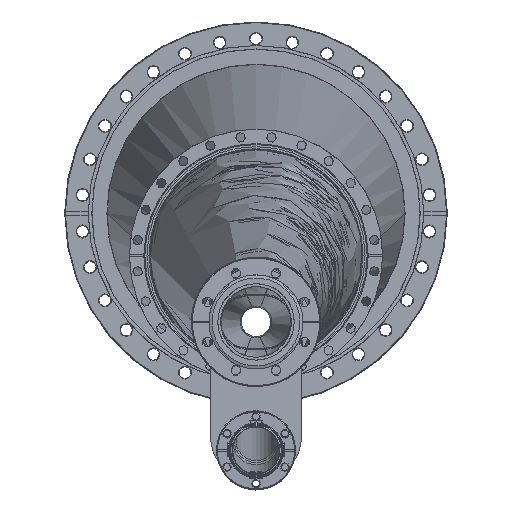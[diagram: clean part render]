
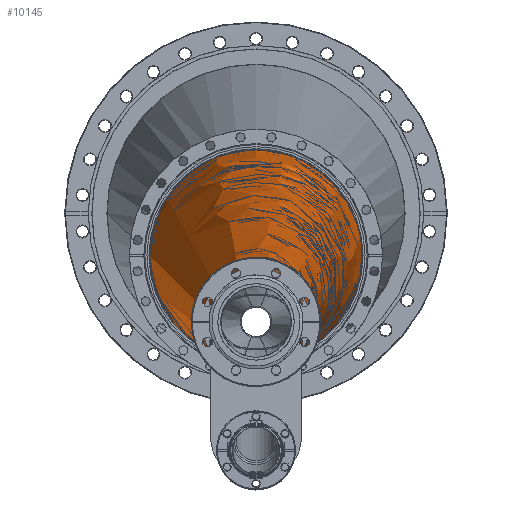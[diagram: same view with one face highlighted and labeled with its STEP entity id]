
A CAD part, left-side view. The second image highlights one B-rep face of the part: STEP entity #10145.
In plain terms, the highlighted free-form (B-spline) face has degree [1, 2] with [2, 9] control points.
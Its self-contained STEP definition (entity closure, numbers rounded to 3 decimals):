
#47=B_SPLINE_CURVE_WITH_KNOTS('',1,(#16208,#16209),.UNSPECIFIED.,.F.,.F.,
(2,2),(-27.631,0.),.UNSPECIFIED.);
#155=(
BOUNDED_SURFACE()
B_SPLINE_SURFACE(1,2,((#16187,#16188,#16189,#16190,#16191,#16192,#16193,
#16194,#16195),(#16196,#16197,#16198,#16199,#16200,#16201,#16202,#16203,
#16204)),.UNSPECIFIED.,.F.,.T.,.F.)
B_SPLINE_SURFACE_WITH_KNOTS((2,2),(3,2,2,2,3),(-0.024,27.64),
(-3.142,-1.571,0.,1.571,3.142),
 .UNSPECIFIED.)
GEOMETRIC_REPRESENTATION_ITEM()
RATIONAL_B_SPLINE_SURFACE(((1.,0.707,1.,0.707,1.,
0.707,1.,0.707,1.),(1.,0.707,1.,0.707,
1.,0.707,1.,0.707,1.)))
REPRESENTATION_ITEM('')
SURFACE()
);
#1215=FACE_OUTER_BOUND('',#1819,.T.);
#1819=EDGE_LOOP('',(#7198,#7199,#7200,#7201,#7202));
#3941=CIRCLE('',#11339,93.345);
#3942=CIRCLE('',#11340,34.05);
#3943=CIRCLE('',#11341,34.05);
#4679=VERTEX_POINT('',#16185);
#4680=VERTEX_POINT('',#16205);
#4681=VERTEX_POINT('',#16206);
#5661=EDGE_CURVE('',#4679,#4679,#3941,.T.);
#5662=EDGE_CURVE('',#4680,#4681,#3942,.T.);
#5663=EDGE_CURVE('',#4681,#4679,#47,.T.);
#5664=EDGE_CURVE('',#4681,#4680,#3943,.T.);
#7198=ORIENTED_EDGE('',*,*,#5662,.T.);
#7199=ORIENTED_EDGE('',*,*,#5663,.T.);
#7200=ORIENTED_EDGE('',*,*,#5661,.T.);
#7201=ORIENTED_EDGE('',*,*,#5663,.F.);
#7202=ORIENTED_EDGE('',*,*,#5664,.T.);
#10145=ADVANCED_FACE('',(#1215),#155,.F.);
#11339=AXIS2_PLACEMENT_3D('',#16186,#12849,#12850);
#11340=AXIS2_PLACEMENT_3D('',#16207,#12851,#12852);
#11341=AXIS2_PLACEMENT_3D('',#16210,#12853,#12854);
#12849=DIRECTION('center_axis',(-1.,0.,0.));
#12850=DIRECTION('ref_axis',(0.,-1.,0.));
#12851=DIRECTION('center_axis',(1.,0.,0.));
#12852=DIRECTION('ref_axis',(0.,0.,-1.));
#12853=DIRECTION('center_axis',(1.,0.,0.));
#12854=DIRECTION('ref_axis',(0.,0.,-1.));
#16185=CARTESIAN_POINT('',(2582.875,-93.345,-58.072));
#16186=CARTESIAN_POINT('Origin',(2582.875,0.,-58.12));
#16187=CARTESIAN_POINT('Ctrl Pts',(2585.107,-93.396,-58.122));
#16188=CARTESIAN_POINT('Ctrl Pts',(2587.211,-93.396,35.227));
#16189=CARTESIAN_POINT('Ctrl Pts',(2587.211,0.,
35.227));
#16190=CARTESIAN_POINT('Ctrl Pts',(2587.211,93.396,35.227));
#16191=CARTESIAN_POINT('Ctrl Pts',(2585.107,93.396,-58.122));
#16192=CARTESIAN_POINT('Ctrl Pts',(2583.004,93.396,-151.471));
#16193=CARTESIAN_POINT('Ctrl Pts',(2583.004,0.,
-151.471));
#16194=CARTESIAN_POINT('Ctrl Pts',(2583.004,-93.396,-151.471));
#16195=CARTESIAN_POINT('Ctrl Pts',(2585.107,-93.396,-58.122));
#16196=CARTESIAN_POINT('Ctrl Pts',(4.162,-34.031,0.037));
#16197=CARTESIAN_POINT('Ctrl Pts',(4.929,-34.031,34.05));
#16198=CARTESIAN_POINT('Ctrl Pts',(4.929,0.,
34.05));
#16199=CARTESIAN_POINT('Ctrl Pts',(4.929,34.031,34.05));
#16200=CARTESIAN_POINT('Ctrl Pts',(4.162,34.031,0.037));
#16201=CARTESIAN_POINT('Ctrl Pts',(3.396,34.031,-33.977));
#16202=CARTESIAN_POINT('Ctrl Pts',(3.396,0.,
-33.977));
#16203=CARTESIAN_POINT('Ctrl Pts',(3.396,-34.031,-33.977));
#16204=CARTESIAN_POINT('Ctrl Pts',(4.162,-34.031,0.037));
#16205=CARTESIAN_POINT('',(5.,-34.05,0.));
#16206=CARTESIAN_POINT('',(5.,-34.05,0.018));
#16207=CARTESIAN_POINT('Origin',(5.,0.,0.));
#16208=CARTESIAN_POINT('Ctrl Pts',(5.,-34.05,0.018));
#16209=CARTESIAN_POINT('Ctrl Pts',(2582.875,-93.345,-58.072));
#16210=CARTESIAN_POINT('Origin',(5.,0.,0.));
